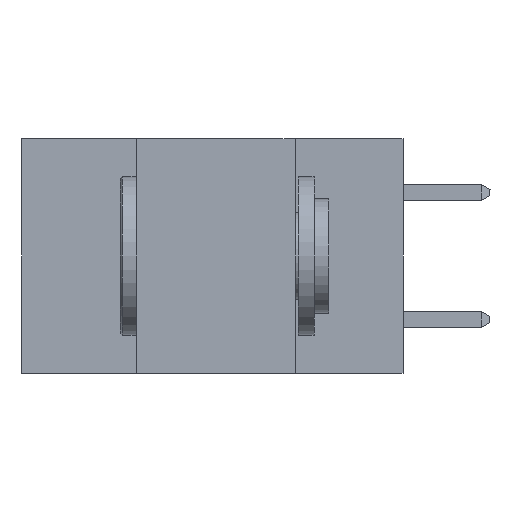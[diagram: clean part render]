
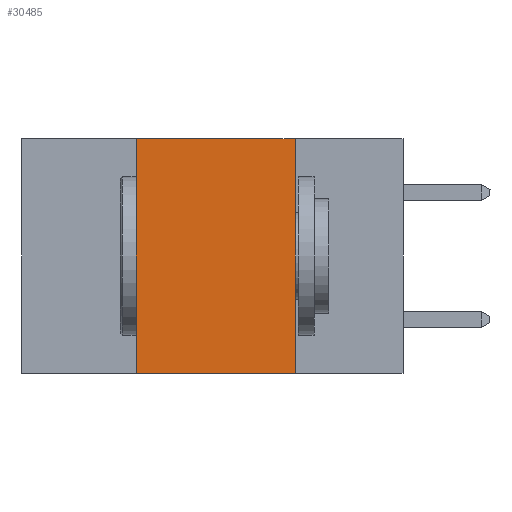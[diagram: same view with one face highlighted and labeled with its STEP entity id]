
A CAD part, left-side view. The second image highlights one B-rep face of the part: STEP entity #30485.
In plain terms, the highlighted planar face has unit normal (-1, 0, 0).
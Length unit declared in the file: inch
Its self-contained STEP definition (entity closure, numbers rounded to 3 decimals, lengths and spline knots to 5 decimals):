
#489 = CARTESIAN_POINT ( 'NONE',  ( 0., 0.17, 0. ) ) ;
#599 = VERTEX_POINT ( 'NONE', #21959 ) ;
#875 = CARTESIAN_POINT ( 'NONE',  ( 0., 0.42, 0. ) ) ;
#1505 = ORIENTED_EDGE ( 'NONE', *, *, #19957, .F. ) ;
#1660 = DIRECTION ( 'NONE',  ( 0., -1., 0. ) ) ;
#2325 = VECTOR ( 'NONE', #22408, 39.37008 ) ;
#5777 = CARTESIAN_POINT ( 'NONE',  ( 0., 0.42, -0.37 ) ) ;
#7356 = ORIENTED_EDGE ( 'NONE', *, *, #12804, .F. ) ;
#7711 = VERTEX_POINT ( 'NONE', #5777 ) ;
#8917 = ORIENTED_EDGE ( 'NONE', *, *, #11773, .T. ) ;
#8961 = LINE ( 'NONE', #19920, #2325 ) ;
#9446 = VECTOR ( 'NONE', #1660, 39.37008 ) ;
#10208 = DIRECTION ( 'NONE',  ( 0., 0., -1. ) ) ;
#10417 = DIRECTION ( 'NONE',  ( 0., 0., -1. ) ) ;
#11484 = VECTOR ( 'NONE', #22174, 39.37008 ) ;
#11507 = VERTEX_POINT ( 'NONE', #489 ) ;
#11773 = EDGE_CURVE ( 'NONE', #7711, #599, #22494, .T. ) ;
#12804 = EDGE_CURVE ( 'NONE', #11507, #599, #27762, .T. ) ;
#13944 = ORIENTED_EDGE ( 'NONE', *, *, #26802, .F. ) ;
#17962 = LINE ( 'NONE', #26972, #11484 ) ;
#18515 = AXIS2_PLACEMENT_3D ( 'NONE', #22431, #24868, #10208 ) ;
#19159 = EDGE_LOOP ( 'NONE', ( #7356, #13944, #1505, #8917 ) ) ;
#19846 = PLANE ( 'NONE',  #18515 ) ;
#19920 = CARTESIAN_POINT ( 'NONE',  ( 0., 0.6, 0. ) ) ;
#19957 = EDGE_CURVE ( 'NONE', #7711, #25977, #17962, .T. ) ;
#21959 = CARTESIAN_POINT ( 'NONE',  ( 0., 0.17, -0.37 ) ) ;
#22040 = VECTOR ( 'NONE', #10417, 39.37008 ) ;
#22174 = DIRECTION ( 'NONE',  ( 0., 0., 1. ) ) ;
#22408 = DIRECTION ( 'NONE',  ( 0., -1., 0. ) ) ;
#22431 = CARTESIAN_POINT ( 'NONE',  ( 0., 0.6, 0. ) ) ;
#22494 = LINE ( 'NONE', #23762, #9446 ) ;
#23762 = CARTESIAN_POINT ( 'NONE',  ( 0., 0.6, -0.37 ) ) ;
#24868 = DIRECTION ( 'NONE',  ( 1., 0., 0. ) ) ;
#25977 = VERTEX_POINT ( 'NONE', #875 ) ;
#26802 = EDGE_CURVE ( 'NONE', #25977, #11507, #8961, .T. ) ;
#26972 = CARTESIAN_POINT ( 'NONE',  ( 0., 0.42, 0. ) ) ;
#27762 = LINE ( 'NONE', #29883, #22040 ) ;
#29883 = CARTESIAN_POINT ( 'NONE',  ( 0., 0.17, 0. ) ) ;
#30485 = ADVANCED_FACE ( 'NONE', ( #30571 ), #19846, .F. ) ;
#30571 = FACE_OUTER_BOUND ( 'NONE', #19159, .T. ) ;
